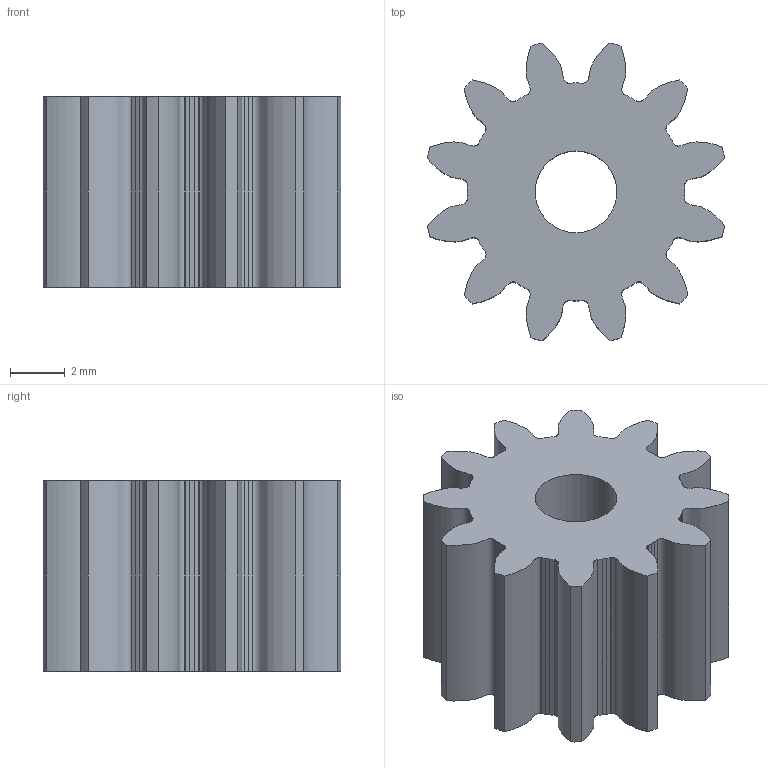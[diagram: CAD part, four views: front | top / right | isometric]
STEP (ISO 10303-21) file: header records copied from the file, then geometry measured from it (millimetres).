
FILE_DESCRIPTION (( 'STEP AP203' ), '1' );
FILE_NAME ('0.8 M 8 Tooth (1).STEP', '2018-08-22T21:39:01', ( '' ), ( '' ), 'SwSTEP 2.0', 'SolidWorks 2017', '' );
FILE_SCHEMA (( 'CONFIG_CONTROL_DESIGN' ));
Length unit declared in the file: millimetre
Products named in the file (1): 0.8 M 8 Tooth (1)
Bounding box: 10.92 x 10.92 x 7 mm (x, y, z)
Volume: 452.4 mm3; surface area: 583.6 mm2
Topology: 1 solids, 1 shells, 100 faces, 294 edges, 196 vertices
Faces by surface type: cylinder 38, plane 38, bspline 24
Entity records: 4868 total; most frequent: CARTESIAN_POINT 2216, ORIENTED_EDGE 588, DIRECTION 474, EDGE_CURVE 294, VERTEX_POINT 196, LINE 168, VECTOR 168, AXIS2_PLACEMENT_3D 153
